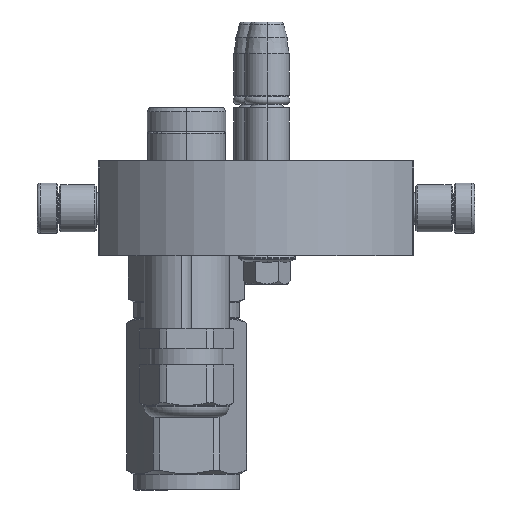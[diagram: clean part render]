
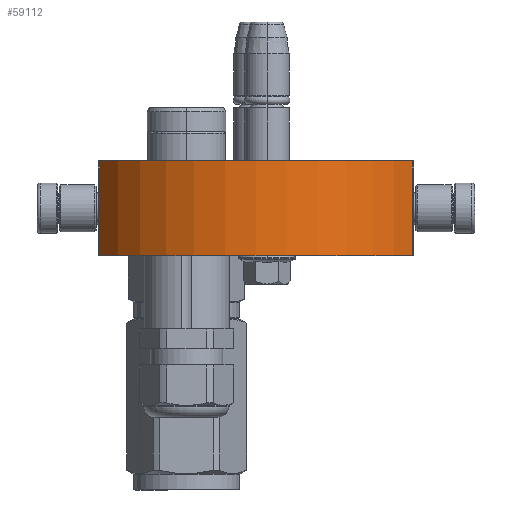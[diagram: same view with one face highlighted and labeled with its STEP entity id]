
A CAD part, left-side view. The second image highlights one B-rep face of the part: STEP entity #59112.
In plain terms, the highlighted cylindrical face has radius 57.25 mm (diameter 114.5 mm), a partial arc.
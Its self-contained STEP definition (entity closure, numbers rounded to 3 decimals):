
#2307 = VECTOR ( 'NONE', #45095, 1000. ) ;
#2639 = FACE_OUTER_BOUND ( 'NONE', #47122, .T. ) ;
#4723 = AXIS2_PLACEMENT_3D ( 'NONE', #31703, #36871, #42208 ) ;
#4769 = CARTESIAN_POINT ( 'NONE',  ( 0., 30., 0. ) ) ;
#9923 = CIRCLE ( 'NONE', #4723, 57.25 ) ;
#10265 = DIRECTION ( 'NONE',  ( 0., 1., 0. ) ) ;
#10662 = DIRECTION ( 'NONE',  ( 0.865, 0., -0.502 ) ) ;
#11793 = VERTEX_POINT ( 'NONE', #30787 ) ;
#12589 = EDGE_CURVE ( 'NONE', #56916, #38705, #66563, .T. ) ;
#13016 = VERTEX_POINT ( 'NONE', #38529 ) ;
#14560 = CIRCLE ( 'NONE', #31016, 57.25 ) ;
#25693 = AXIS2_PLACEMENT_3D ( 'NONE', #47203, #68186, #26233 ) ;
#26233 = DIRECTION ( 'NONE',  ( 1., 0., 0. ) ) ;
#30787 = CARTESIAN_POINT ( 'NONE',  ( -49.5, 0., -28.763 ) ) ;
#31016 = AXIS2_PLACEMENT_3D ( 'NONE', #4769, #43035, #10662 ) ;
#31703 = CARTESIAN_POINT ( 'NONE',  ( 0., 0., 0. ) ) ;
#32916 = EDGE_CURVE ( 'NONE', #11793, #13016, #67207, .T. ) ;
#33261 = ORIENTED_EDGE ( 'NONE', *, *, #12589, .F. ) ;
#33385 = EDGE_CURVE ( 'NONE', #38705, #13016, #14560, .T. ) ;
#36871 = DIRECTION ( 'NONE',  ( 0., 1., 0. ) ) ;
#37358 = ORIENTED_EDGE ( 'NONE', *, *, #33385, .F. ) ;
#38108 = CARTESIAN_POINT ( 'NONE',  ( 49.5, 0., -28.763 ) ) ;
#38529 = CARTESIAN_POINT ( 'NONE',  ( -49.5, 30., -28.763 ) ) ;
#38705 = VERTEX_POINT ( 'NONE', #65638 ) ;
#39268 = CARTESIAN_POINT ( 'NONE',  ( 49.5, 0., -28.763 ) ) ;
#39684 = VECTOR ( 'NONE', #10265, 1000. ) ;
#42146 = CARTESIAN_POINT ( 'NONE',  ( -49.5, 0., -28.763 ) ) ;
#42208 = DIRECTION ( 'NONE',  ( 0.865, 0., -0.502 ) ) ;
#43035 = DIRECTION ( 'NONE',  ( 0., 1., 0. ) ) ;
#43569 = CYLINDRICAL_SURFACE ( 'NONE', #25693, 57.25 ) ;
#44963 = ORIENTED_EDGE ( 'NONE', *, *, #47200, .T. ) ;
#45095 = DIRECTION ( 'NONE',  ( 0., 1., 0. ) ) ;
#47122 = EDGE_LOOP ( 'NONE', ( #37358, #33261, #44963, #62586 ) ) ;
#47200 = EDGE_CURVE ( 'NONE', #56916, #11793, #9923, .T. ) ;
#47203 = CARTESIAN_POINT ( 'NONE',  ( 0., 0., 0. ) ) ;
#56916 = VERTEX_POINT ( 'NONE', #38108 ) ;
#59112 = ADVANCED_FACE ( 'NONE', ( #2639 ), #43569, .T. ) ;
#62586 = ORIENTED_EDGE ( 'NONE', *, *, #32916, .T. ) ;
#65638 = CARTESIAN_POINT ( 'NONE',  ( 49.5, 30., -28.763 ) ) ;
#66563 = LINE ( 'NONE', #39268, #2307 ) ;
#67207 = LINE ( 'NONE', #42146, #39684 ) ;
#68186 = DIRECTION ( 'NONE',  ( 0., -1., 0. ) ) ;
